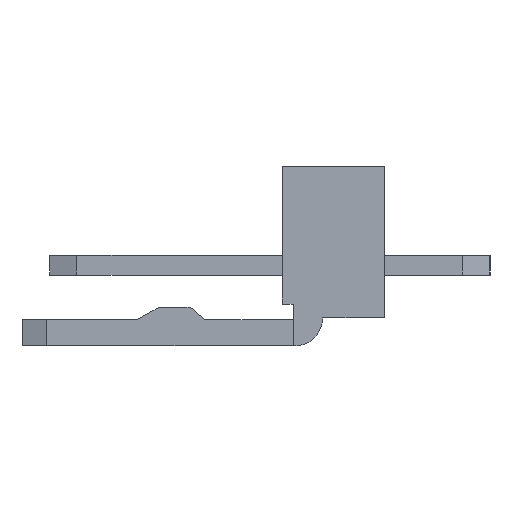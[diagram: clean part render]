
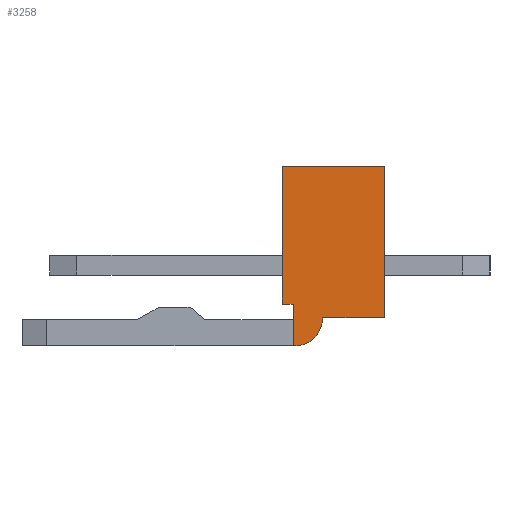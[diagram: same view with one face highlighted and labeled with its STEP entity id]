
A CAD part, left-side view. The second image highlights one B-rep face of the part: STEP entity #3258.
In plain terms, the highlighted planar face has unit normal (-1, 0, 0).
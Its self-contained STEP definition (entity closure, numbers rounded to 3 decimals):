
#1=DIRECTION('',(0.,0.,1.));
#2=VECTOR('',#1,1.35);
#3=CARTESIAN_POINT('',(-12.25,1.3,-2.85));
#4=LINE('',#3,#2);
#5=DIRECTION('',(0.,-1.,0.));
#6=VECTOR('',#5,0.35);
#7=CARTESIAN_POINT('',(-12.25,1.65,-1.5));
#8=LINE('',#7,#6);
#9=DIRECTION('',(0.,0.,1.));
#10=VECTOR('',#9,4.45);
#11=CARTESIAN_POINT('',(-12.25,1.65,-1.5));
#12=LINE('',#11,#10);
#13=DIRECTION('',(0.,-1.,0.));
#14=VECTOR('',#13,3.3);
#15=CARTESIAN_POINT('',(-12.25,1.65,2.95));
#16=LINE('',#15,#14);
#17=DIRECTION('',(0.,0.,-1.));
#18=VECTOR('',#17,4.9);
#19=CARTESIAN_POINT('',(-12.25,-1.65,2.95));
#20=LINE('',#19,#18);
#21=DIRECTION('',(0.,1.,0.));
#22=VECTOR('',#21,2.);
#23=CARTESIAN_POINT('',(-12.25,-1.65,-1.95));
#24=LINE('',#23,#22);
#25=CARTESIAN_POINT('',(-12.25,1.25,-1.95));
#26=DIRECTION('',(1.,0.,0.));
#27=DIRECTION('',(0.,-1.,0.));
#28=AXIS2_PLACEMENT_3D('',#25,#26,#27);
#30=DIRECTION('',(0.,1.,0.));
#31=VECTOR('',#30,0.05);
#32=CARTESIAN_POINT('',(-12.25,1.25,-2.85));
#33=LINE('',#32,#31);
#2427=CARTESIAN_POINT('',(-12.25,1.65,2.95));
#2428=CARTESIAN_POINT('',(-12.25,-1.65,2.95));
#2429=VERTEX_POINT('',#2427);
#2430=VERTEX_POINT('',#2428);
#2431=CARTESIAN_POINT('',(-12.25,-1.65,-1.95));
#2432=VERTEX_POINT('',#2431);
#2433=CARTESIAN_POINT('',(-12.25,0.35,-1.95));
#2434=VERTEX_POINT('',#2433);
#2435=CARTESIAN_POINT('',(-12.25,1.25,-2.85));
#2436=VERTEX_POINT('',#2435);
#3207=CARTESIAN_POINT('',(-12.25,1.3,-2.85));
#3208=CARTESIAN_POINT('',(-12.25,1.3,-1.5));
#3209=VERTEX_POINT('',#3207);
#3210=VERTEX_POINT('',#3208);
#3215=CARTESIAN_POINT('',(-12.25,1.65,-1.5));
#3217=VERTEX_POINT('',#3215);
#3235=CARTESIAN_POINT('',(-12.25,0.,0.));
#3236=DIRECTION('',(1.,0.,0.));
#3237=DIRECTION('',(0.,0.,-1.));
#3238=AXIS2_PLACEMENT_3D('',#3235,#3236,#3237);
#3239=PLANE('',#3238);
#3241=ORIENTED_EDGE('',*,*,#3240,.T.);
#3243=ORIENTED_EDGE('',*,*,#3242,.F.);
#3245=ORIENTED_EDGE('',*,*,#3244,.T.);
#3247=ORIENTED_EDGE('',*,*,#3246,.T.);
#3249=ORIENTED_EDGE('',*,*,#3248,.T.);
#3251=ORIENTED_EDGE('',*,*,#3250,.T.);
#3253=ORIENTED_EDGE('',*,*,#3252,.T.);
#3255=ORIENTED_EDGE('',*,*,#3254,.T.);
#3256=EDGE_LOOP('',(#3241,#3243,#3245,#3247,#3249,#3251,#3253,#3255));
#3257=FACE_OUTER_BOUND('',#3256,.F.);
#3258=ADVANCED_FACE('',(#3257),#3239,.F.);
#29=CIRCLE('',#28,0.9);
#3240=EDGE_CURVE('',#3209,#3210,#4,.T.);
#3242=EDGE_CURVE('',#3217,#3210,#8,.T.);
#3244=EDGE_CURVE('',#3217,#2429,#12,.T.);
#3246=EDGE_CURVE('',#2429,#2430,#16,.T.);
#3248=EDGE_CURVE('',#2430,#2432,#20,.T.);
#3250=EDGE_CURVE('',#2432,#2434,#24,.T.);
#3252=EDGE_CURVE('',#2434,#2436,#29,.T.);
#3254=EDGE_CURVE('',#2436,#3209,#33,.T.);
